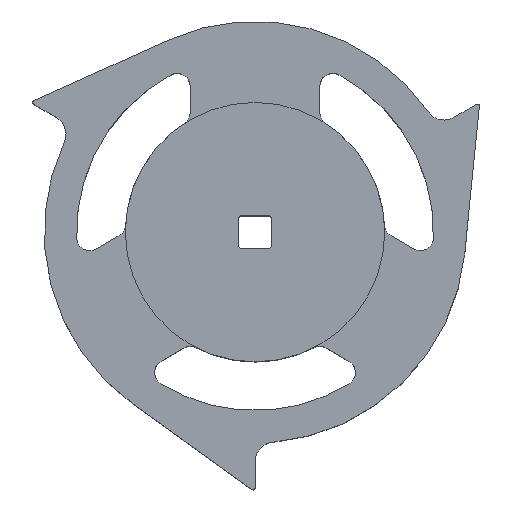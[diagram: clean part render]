
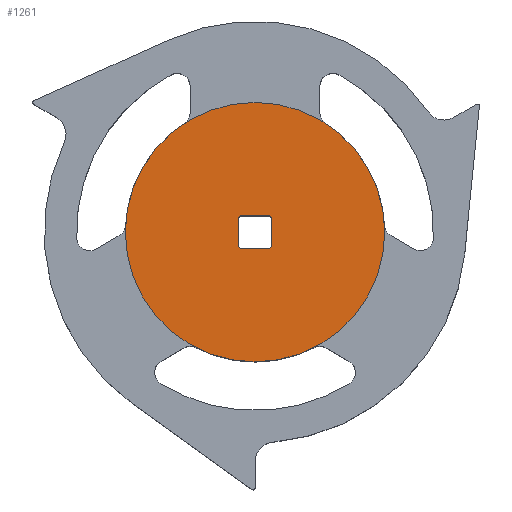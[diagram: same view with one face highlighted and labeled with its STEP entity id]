
A CAD part, top view. The second image highlights one B-rep face of the part: STEP entity #1261.
In plain terms, the highlighted planar face has unit normal (0, 0, 1).
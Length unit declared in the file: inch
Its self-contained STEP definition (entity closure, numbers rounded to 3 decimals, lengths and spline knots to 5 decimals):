
#27=FACE_BOUND('',#272,.T.);
#86=CIRCLE('',#1380,0.01);
#88=CIRCLE('',#1384,0.01);
#90=CIRCLE('',#1388,0.01);
#92=CIRCLE('',#1392,0.01);
#93=CIRCLE('',#1394,0.5);
#196=FACE_OUTER_BOUND('',#271,.T.);
#271=EDGE_LOOP('',(#1105));
#272=EDGE_LOOP('',(#1106,#1107,#1108,#1109,#1110,#1111,#1112,#1113));
#365=LINE('',#2080,#474);
#369=LINE('',#2092,#478);
#373=LINE('',#2104,#482);
#377=LINE('',#2116,#486);
#474=VECTOR('',#1698,0.3937);
#478=VECTOR('',#1710,0.3937);
#482=VECTOR('',#1722,0.3937);
#486=VECTOR('',#1734,0.3937);
#594=VERTEX_POINT('',#2077);
#595=VERTEX_POINT('',#2079);
#597=VERTEX_POINT('',#2085);
#599=VERTEX_POINT('',#2091);
#601=VERTEX_POINT('',#2097);
#603=VERTEX_POINT('',#2103);
#605=VERTEX_POINT('',#2109);
#607=VERTEX_POINT('',#2115);
#608=VERTEX_POINT('',#2122);
#759=EDGE_CURVE('',#595,#594,#365,.T.);
#762=EDGE_CURVE('',#597,#595,#86,.T.);
#765=EDGE_CURVE('',#599,#597,#369,.T.);
#768=EDGE_CURVE('',#601,#599,#88,.T.);
#771=EDGE_CURVE('',#603,#601,#373,.T.);
#774=EDGE_CURVE('',#605,#603,#90,.T.);
#777=EDGE_CURVE('',#607,#605,#377,.T.);
#780=EDGE_CURVE('',#594,#607,#92,.T.);
#781=EDGE_CURVE('',#608,#608,#93,.T.);
#1105=ORIENTED_EDGE('',*,*,#781,.T.);
#1106=ORIENTED_EDGE('',*,*,#771,.T.);
#1107=ORIENTED_EDGE('',*,*,#768,.T.);
#1108=ORIENTED_EDGE('',*,*,#765,.T.);
#1109=ORIENTED_EDGE('',*,*,#762,.T.);
#1110=ORIENTED_EDGE('',*,*,#759,.T.);
#1111=ORIENTED_EDGE('',*,*,#780,.T.);
#1112=ORIENTED_EDGE('',*,*,#777,.T.);
#1113=ORIENTED_EDGE('',*,*,#774,.T.);
#1199=PLANE('',#1396);
#1261=ADVANCED_FACE('',(#196,#27),#1199,.T.);
#1380=AXIS2_PLACEMENT_3D('',#2086,#1704,#1705);
#1384=AXIS2_PLACEMENT_3D('',#2098,#1716,#1717);
#1388=AXIS2_PLACEMENT_3D('',#2110,#1728,#1729);
#1392=AXIS2_PLACEMENT_3D('',#2120,#1740,#1741);
#1394=AXIS2_PLACEMENT_3D('',#2123,#1744,#1745);
#1396=AXIS2_PLACEMENT_3D('',#2127,#1749,#1750);
#1698=DIRECTION('',(1.,0.,0.));
#1704=DIRECTION('center_axis',(0.,0.,-1.));
#1705=DIRECTION('ref_axis',(0.,1.,0.));
#1710=DIRECTION('',(0.,1.,0.));
#1716=DIRECTION('center_axis',(0.,0.,-1.));
#1717=DIRECTION('ref_axis',(-1.,0.,0.));
#1722=DIRECTION('',(-1.,0.,0.));
#1728=DIRECTION('center_axis',(0.,0.,-1.));
#1729=DIRECTION('ref_axis',(0.,-1.,0.));
#1734=DIRECTION('',(0.,-1.,0.));
#1740=DIRECTION('center_axis',(0.,0.,-1.));
#1741=DIRECTION('ref_axis',(1.,0.,0.));
#1744=DIRECTION('center_axis',(0.,0.,1.));
#1745=DIRECTION('ref_axis',(-1.,0.,0.));
#1749=DIRECTION('center_axis',(0.,0.,1.));
#1750=DIRECTION('ref_axis',(-1.,0.,0.));
#2077=CARTESIAN_POINT('',(0.0525,0.0625,0.5625));
#2079=CARTESIAN_POINT('',(-0.0525,0.0625,0.5625));
#2080=CARTESIAN_POINT('',(-0.02625,0.0625,0.5625));
#2085=CARTESIAN_POINT('',(-0.0625,0.0525,0.5625));
#2086=CARTESIAN_POINT('Origin',(-0.0525,0.0525,0.5625));
#2091=CARTESIAN_POINT('',(-0.0625,-0.0525,0.5625));
#2092=CARTESIAN_POINT('',(-0.0625,-0.02625,0.5625));
#2097=CARTESIAN_POINT('',(-0.0525,-0.0625,0.5625));
#2098=CARTESIAN_POINT('Origin',(-0.0525,-0.0525,0.5625));
#2103=CARTESIAN_POINT('',(0.0525,-0.0625,0.5625));
#2104=CARTESIAN_POINT('',(0.02625,-0.0625,0.5625));
#2109=CARTESIAN_POINT('',(0.0625,-0.0525,0.5625));
#2110=CARTESIAN_POINT('Origin',(0.0525,-0.0525,0.5625));
#2115=CARTESIAN_POINT('',(0.0625,0.0525,0.5625));
#2116=CARTESIAN_POINT('',(0.0625,0.02625,0.5625));
#2120=CARTESIAN_POINT('Origin',(0.0525,0.0525,0.5625));
#2122=CARTESIAN_POINT('',(0.5,0.,0.5625));
#2123=CARTESIAN_POINT('Origin',(0.,0.,0.5625));
#2127=CARTESIAN_POINT('Origin',(0.,0.,0.5625));
